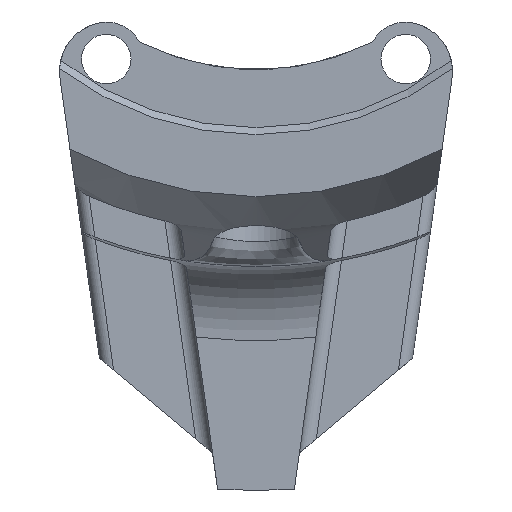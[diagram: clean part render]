
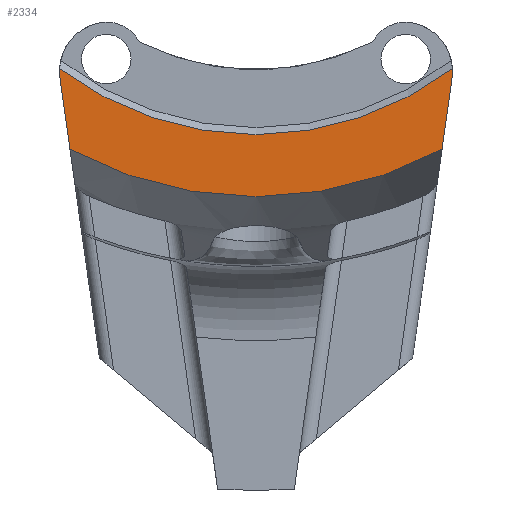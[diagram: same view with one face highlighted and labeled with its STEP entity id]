
A CAD part, left-side view. The second image highlights one B-rep face of the part: STEP entity #2334.
In plain terms, the highlighted planar face has unit normal (-1, 0, 0).
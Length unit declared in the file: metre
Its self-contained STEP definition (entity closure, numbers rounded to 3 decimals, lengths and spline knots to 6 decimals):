
#62=PLANE('',#2525);
#213=LINE('',#3414,#358);
#264=LINE('',#3823,#409);
#358=VECTOR('',#2719,1.);
#409=VECTOR('',#2934,1.);
#727=ORIENTED_EDGE('',*,*,#1383,.T.);
#728=ORIENTED_EDGE('',*,*,#1384,.T.);
#729=ORIENTED_EDGE('',*,*,#1385,.F.);
#730=ORIENTED_EDGE('',*,*,#1386,.F.);
#731=ORIENTED_EDGE('',*,*,#1250,.F.);
#732=ORIENTED_EDGE('',*,*,#1387,.T.);
#1250=EDGE_CURVE('',#1607,#1608,#213,.T.);
#1383=EDGE_CURVE('',#1697,#1698,#1860,.T.);
#1384=EDGE_CURVE('',#1698,#1699,#1861,.F.);
#1385=EDGE_CURVE('',#1700,#1699,#264,.T.);
#1386=EDGE_CURVE('',#1608,#1700,#1862,.T.);
#1387=EDGE_CURVE('',#1607,#1697,#1863,.F.);
#1607=VERTEX_POINT('',#3413);
#1608=VERTEX_POINT('',#3415);
#1697=VERTEX_POINT('',#3819);
#1698=VERTEX_POINT('',#3820);
#1699=VERTEX_POINT('',#3822);
#1700=VERTEX_POINT('',#3824);
#1860=CIRCLE('',#2526,0.02625);
#1861=CIRCLE('',#2527,0.004);
#1862=CIRCLE('',#2528,0.03127);
#1863=CIRCLE('',#2529,0.004);
#1966=EDGE_LOOP('',(#727,#728,#729,#730,#731,#732));
#2117=FACE_BOUND('',#1966,.T.);
#2334=ADVANCED_FACE('',(#2117),#62,.F.);
#2525=AXIS2_PLACEMENT_3D('',#3817,#2928,#2929);
#2526=AXIS2_PLACEMENT_3D('',#3818,#2930,#2931);
#2527=AXIS2_PLACEMENT_3D('',#3821,#2932,#2933);
#2528=AXIS2_PLACEMENT_3D('',#3825,#2935,#2936);
#2529=AXIS2_PLACEMENT_3D('',#3826,#2937,#2938);
#2719=DIRECTION('',(0.,0.139,-0.99));
#2928=DIRECTION('',(1.,0.,0.));
#2929=DIRECTION('',(0.,1.,0.));
#2930=DIRECTION('',(1.,0.,0.));
#2931=DIRECTION('',(0.,1.,0.));
#2932=DIRECTION('',(1.,0.,0.));
#2933=DIRECTION('',(0.,1.,0.));
#2934=DIRECTION('',(0.,0.139,0.99));
#2935=DIRECTION('',(1.,0.,0.));
#2936=DIRECTION('',(0.,1.,0.));
#2937=DIRECTION('',(1.,0.,0.));
#2938=DIRECTION('',(0.,1.,0.));
#3413=CARTESIAN_POINT('',(-0.0964,-0.01585,0.052807));
#3414=CARTESIAN_POINT('',(-0.0964,-0.018025,0.068278));
#3415=CARTESIAN_POINT('',(-0.0964,-0.015047,0.047088));
#3817=CARTESIAN_POINT('',(-0.0964,0.02625,0.0745));
#3818=CARTESIAN_POINT('',(-0.0964,0.,0.0745));
#3819=CARTESIAN_POINT('',(-0.0964,-0.015882,0.0536));
#3820=CARTESIAN_POINT('',(-0.0964,0.015882,0.0536));
#3821=CARTESIAN_POINT('',(-0.0964,0.011889,0.053364));
#3822=CARTESIAN_POINT('',(-0.0964,0.01585,0.052807));
#3823=CARTESIAN_POINT('',(-0.0964,0.009617,0.008452));
#3824=CARTESIAN_POINT('',(-0.0964,0.015047,0.047088));
#3825=CARTESIAN_POINT('',(-0.0964,0.,0.0745));
#3826=CARTESIAN_POINT('',(-0.0964,-0.011889,0.053364));
